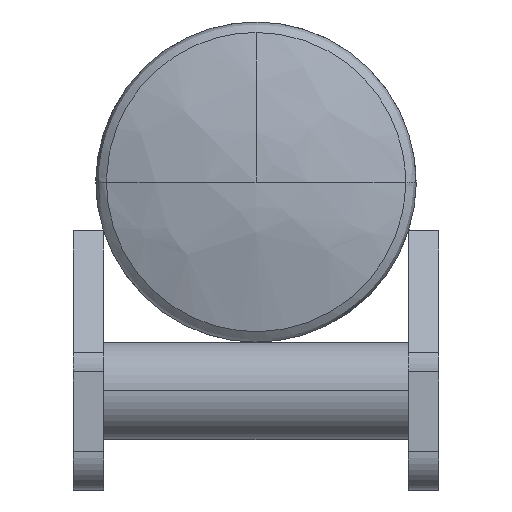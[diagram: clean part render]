
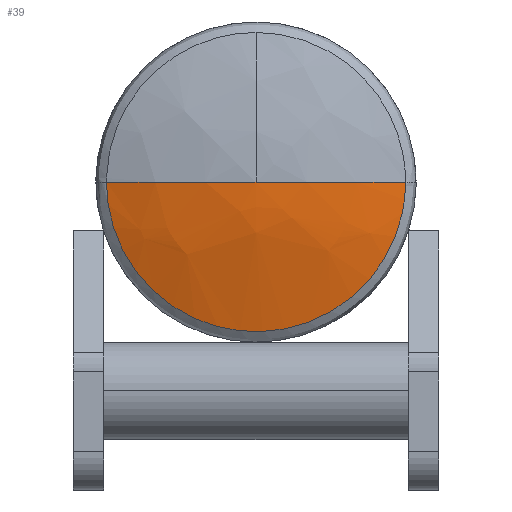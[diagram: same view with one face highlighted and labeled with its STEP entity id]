
A CAD part, front view. The second image highlights one B-rep face of the part: STEP entity #39.
In plain terms, the highlighted free-form (B-spline) face has degree [2, 2] with [5, 9] control points.
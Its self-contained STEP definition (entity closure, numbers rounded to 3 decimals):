
#39=ADVANCED_FACE('',(#91),#907,.T.);
#91=FACE_OUTER_BOUND('',#145,.T.);
#145=EDGE_LOOP('',(#249,#250,#251,#252));
#249=ORIENTED_EDGE('',*,*,#511,.T.);
#250=ORIENTED_EDGE('',*,*,#513,.F.);
#251=ORIENTED_EDGE('',*,*,#514,.F.);
#252=ORIENTED_EDGE('',*,*,#512,.T.);
#511=EDGE_CURVE('',#795,#779,#721,.T.);
#512=EDGE_CURVE('',#776,#795,#722,.T.);
#513=EDGE_CURVE('',#796,#779,#723,.T.);
#514=EDGE_CURVE('',#776,#796,#724,.T.);
#721=(
BOUNDED_CURVE()
B_SPLINE_CURVE(2,(#1721,#1722,#1723),.UNSPECIFIED.,.F.,.F.)
B_SPLINE_CURVE_WITH_KNOTS((3,3),(-0.531,0.),.UNSPECIFIED.)
CURVE()
GEOMETRIC_REPRESENTATION_ITEM()
RATIONAL_B_SPLINE_CURVE((1.,1.,1.))
REPRESENTATION_ITEM('')
);
#722=(
BOUNDED_CURVE()
B_SPLINE_CURVE(2,(#1724,#1725,#1726,#1727,#1728),.UNSPECIFIED.,.F.,.F.)
B_SPLINE_CURVE_WITH_KNOTS((3,2,3),(-61.116,-30.558,
0.),.UNSPECIFIED.)
CURVE()
GEOMETRIC_REPRESENTATION_ITEM()
RATIONAL_B_SPLINE_CURVE((1.,0.712,1.,0.712,1.))
REPRESENTATION_ITEM('')
);
#723=(
BOUNDED_CURVE()
B_SPLINE_CURVE(2,(#1729,#1730,#1731),.UNSPECIFIED.,.F.,.F.)
B_SPLINE_CURVE_WITH_KNOTS((3,3),(-19.955,0.),.UNSPECIFIED.)
CURVE()
GEOMETRIC_REPRESENTATION_ITEM()
RATIONAL_B_SPLINE_CURVE((1.,0.987,1.))
REPRESENTATION_ITEM('')
);
#724=(
BOUNDED_CURVE()
B_SPLINE_CURVE(2,(#1732,#1733,#1734),.UNSPECIFIED.,.F.,.F.)
B_SPLINE_CURVE_WITH_KNOTS((3,3),(0.,19.955),.UNSPECIFIED.)
CURVE()
GEOMETRIC_REPRESENTATION_ITEM()
RATIONAL_B_SPLINE_CURVE((1.,0.987,1.))
REPRESENTATION_ITEM('')
);
#776=VERTEX_POINT('',#1602);
#779=VERTEX_POINT('',#1605);
#795=VERTEX_POINT('',#1621);
#796=VERTEX_POINT('',#1622);
#907=(
BOUNDED_SURFACE()
B_SPLINE_SURFACE(2,2,((#1467,#1468,#1469,#1470,#1471,#1472,#1473,#1474,
#1475),(#1476,#1477,#1478,#1479,#1480,#1481,#1482,#1483,#1484),(#1485,#1486,
#1487,#1488,#1489,#1490,#1491,#1492,#1493),(#1494,#1495,#1496,#1497,#1498,
#1499,#1500,#1501,#1502),(#1503,#1504,#1505,#1506,#1507,#1508,#1509,#1510,
#1511)),.UNSPECIFIED.,.F.,.F.,.F.)
B_SPLINE_SURFACE_WITH_KNOTS((3,2,3),(3,2,2,2,3),(0.,98.96,197.92),
(0.,98.96,197.92,296.881,395.841),
 .UNSPECIFIED.)
GEOMETRIC_REPRESENTATION_ITEM()
RATIONAL_B_SPLINE_SURFACE(((1.,0.707,1.,0.707,1.,
0.707,1.,0.707,1.),(0.707,0.5,0.707,
0.5,0.707,0.5,0.707,0.5,0.707),(1.,
0.707,1.,0.707,1.,0.707,1.,0.707,
1.),(0.707,0.5,0.707,0.5,0.707,0.5,
0.707,0.5,0.707),(1.,0.707,1.,0.707,
1.,0.707,1.,0.707,1.)))
REPRESENTATION_ITEM('')
SURFACE()
);
#1467=CARTESIAN_POINT('',(0.,-320.,0.));
#1468=CARTESIAN_POINT('',(0.,-320.,0.));
#1469=CARTESIAN_POINT('',(0.,-320.,0.));
#1470=CARTESIAN_POINT('',(0.,-320.,0.));
#1471=CARTESIAN_POINT('',(0.,-320.,0.));
#1472=CARTESIAN_POINT('',(0.,-320.,0.));
#1473=CARTESIAN_POINT('',(0.,-320.,0.));
#1474=CARTESIAN_POINT('',(0.,-320.,0.));
#1475=CARTESIAN_POINT('',(0.,-320.,0.));
#1476=CARTESIAN_POINT('',(0.,-320.,63.));
#1477=CARTESIAN_POINT('',(-63.,-320.,63.));
#1478=CARTESIAN_POINT('',(-63.,-320.,0.));
#1479=CARTESIAN_POINT('',(-63.,-320.,-63.));
#1480=CARTESIAN_POINT('',(0.,-320.,-63.));
#1481=CARTESIAN_POINT('',(63.,-320.,-63.));
#1482=CARTESIAN_POINT('',(63.,-320.,0.));
#1483=CARTESIAN_POINT('',(63.,-320.,63.));
#1484=CARTESIAN_POINT('',(0.,-320.,63.));
#1485=CARTESIAN_POINT('',(0.,-257.,63.));
#1486=CARTESIAN_POINT('',(-63.,-257.,63.));
#1487=CARTESIAN_POINT('',(-63.,-257.,0.));
#1488=CARTESIAN_POINT('',(-63.,-257.,-63.));
#1489=CARTESIAN_POINT('',(0.,-257.,-63.));
#1490=CARTESIAN_POINT('',(63.,-257.,-63.));
#1491=CARTESIAN_POINT('',(63.,-257.,0.));
#1492=CARTESIAN_POINT('',(63.,-257.,63.));
#1493=CARTESIAN_POINT('',(0.,-257.,63.));
#1494=CARTESIAN_POINT('',(0.,-194.,63.));
#1495=CARTESIAN_POINT('',(-63.,-194.,63.));
#1496=CARTESIAN_POINT('',(-63.,-194.,0.));
#1497=CARTESIAN_POINT('',(-63.,-194.,-63.));
#1498=CARTESIAN_POINT('',(0.,-194.,-63.));
#1499=CARTESIAN_POINT('',(63.,-194.,-63.));
#1500=CARTESIAN_POINT('',(63.,-194.,0.));
#1501=CARTESIAN_POINT('',(63.,-194.,63.));
#1502=CARTESIAN_POINT('',(0.,-194.,63.));
#1503=CARTESIAN_POINT('',(0.,-194.,0.));
#1504=CARTESIAN_POINT('',(0.,-194.,0.));
#1505=CARTESIAN_POINT('',(0.,-194.,0.));
#1506=CARTESIAN_POINT('',(0.,-194.,0.));
#1507=CARTESIAN_POINT('',(0.,-194.,0.));
#1508=CARTESIAN_POINT('',(0.,-194.,0.));
#1509=CARTESIAN_POINT('',(0.,-194.,0.));
#1510=CARTESIAN_POINT('',(0.,-194.,0.));
#1511=CARTESIAN_POINT('',(0.,-194.,0.));
#1602=CARTESIAN_POINT('',(-19.623,-316.866,0.));
#1605=CARTESIAN_POINT('',(19.623,-316.866,0.));
#1621=CARTESIAN_POINT('',(19.616,-316.866,-0.531));
#1622=CARTESIAN_POINT('',(0.,-320.,0.));
#1721=CARTESIAN_POINT('',(19.616,-316.866,-0.531));
#1722=CARTESIAN_POINT('',(19.623,-316.866,-0.266));
#1723=CARTESIAN_POINT('',(19.623,-316.866,0.));
#1724=CARTESIAN_POINT('',(-19.623,-316.866,0.));
#1725=CARTESIAN_POINT('',(-19.623,-316.866,-19.359));
#1726=CARTESIAN_POINT('',(-0.266,-316.866,-19.621));
#1727=CARTESIAN_POINT('',(19.092,-316.866,-19.883));
#1728=CARTESIAN_POINT('',(19.616,-316.866,-0.531));
#1729=CARTESIAN_POINT('',(0.,-320.,0.));
#1730=CARTESIAN_POINT('',(10.062,-320.,0.));
#1731=CARTESIAN_POINT('',(19.623,-316.866,0.));
#1732=CARTESIAN_POINT('',(-19.623,-316.866,0.));
#1733=CARTESIAN_POINT('',(-10.062,-320.,0.));
#1734=CARTESIAN_POINT('',(0.,-320.,0.));
